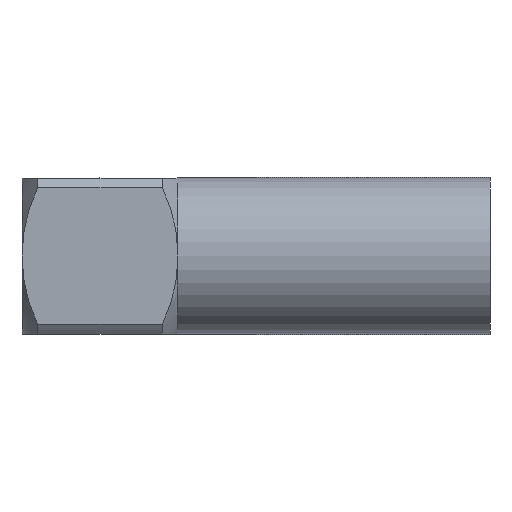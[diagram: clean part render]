
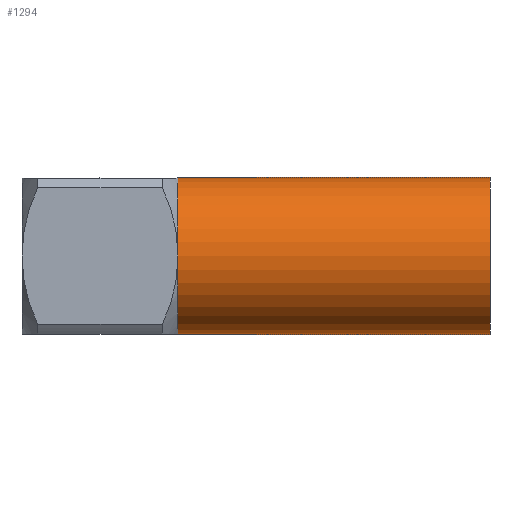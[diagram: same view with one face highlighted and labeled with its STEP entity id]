
A CAD part, front view. The second image highlights one B-rep face of the part: STEP entity #1294.
In plain terms, the highlighted cylindrical face has radius 3.2 mm (diameter 6.401 mm), a partial arc.
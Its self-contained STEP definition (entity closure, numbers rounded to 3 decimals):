
#375 = VECTOR ( 'NONE', #654, 1000. ) ;
#654 = DIRECTION ( 'NONE',  ( -1., 0., 0. ) ) ;
#662 = ORIENTED_EDGE ( 'NONE', *, *, #2155, .T. ) ;
#1119 = CYLINDRICAL_SURFACE ( 'NONE', #4879, 3.2 ) ;
#1132 = DIRECTION ( 'NONE',  ( 0., 0., -1. ) ) ;
#1208 = AXIS2_PLACEMENT_3D ( 'NONE', #6354, #3484, #5643 ) ;
#1294 = ADVANCED_FACE ( 'NONE', ( #2108 ), #1119, .T. ) ;
#1510 = AXIS2_PLACEMENT_3D ( 'NONE', #3840, #5369, #1132 ) ;
#1722 = CARTESIAN_POINT ( 'NONE',  ( 15.875, 0., 3.2 ) ) ;
#1894 = VERTEX_POINT ( 'NONE', #5946 ) ;
#2108 = FACE_OUTER_BOUND ( 'NONE', #5560, .T. ) ;
#2124 = EDGE_CURVE ( 'NONE', #1894, #2178, #5297, .T. ) ;
#2155 = EDGE_CURVE ( 'NONE', #4740, #2178, #5673, .T. ) ;
#2175 = DIRECTION ( 'NONE',  ( -1., 0., 0. ) ) ;
#2178 = VERTEX_POINT ( 'NONE', #6451 ) ;
#2513 = VECTOR ( 'NONE', #4086, 1000. ) ;
#2714 = ORIENTED_EDGE ( 'NONE', *, *, #6809, .F. ) ;
#2757 = EDGE_CURVE ( 'NONE', #2821, #4740, #3435, .T. ) ;
#2821 = VERTEX_POINT ( 'NONE', #1722 ) ;
#2945 = CARTESIAN_POINT ( 'NONE',  ( 3.175, 0., 3.2 ) ) ;
#3435 = LINE ( 'NONE', #5598, #375 ) ;
#3484 = DIRECTION ( 'NONE',  ( 1., 0., 0. ) ) ;
#3648 = DIRECTION ( 'NONE',  ( 0., 0., 1. ) ) ;
#3693 = ORIENTED_EDGE ( 'NONE', *, *, #2124, .F. ) ;
#3840 = CARTESIAN_POINT ( 'NONE',  ( 3.175, 0., 0. ) ) ;
#4052 = CARTESIAN_POINT ( 'NONE',  ( 15.875, 0., -3.2 ) ) ;
#4086 = DIRECTION ( 'NONE',  ( -1., 0., 0. ) ) ;
#4391 = ORIENTED_EDGE ( 'NONE', *, *, #2757, .T. ) ;
#4740 = VERTEX_POINT ( 'NONE', #2945 ) ;
#4879 = AXIS2_PLACEMENT_3D ( 'NONE', #6933, #2175, #3648 ) ;
#5297 = LINE ( 'NONE', #4052, #2513 ) ;
#5369 = DIRECTION ( 'NONE',  ( 1., 0., 0. ) ) ;
#5560 = EDGE_LOOP ( 'NONE', ( #3693, #2714, #4391, #662 ) ) ;
#5598 = CARTESIAN_POINT ( 'NONE',  ( 15.875, 0., 3.2 ) ) ;
#5643 = DIRECTION ( 'NONE',  ( 0., 0., -1. ) ) ;
#5673 = CIRCLE ( 'NONE', #1510, 3.2 ) ;
#5946 = CARTESIAN_POINT ( 'NONE',  ( 15.875, 0., -3.2 ) ) ;
#6283 = CIRCLE ( 'NONE', #1208, 3.2 ) ;
#6354 = CARTESIAN_POINT ( 'NONE',  ( 15.875, 0., 0. ) ) ;
#6451 = CARTESIAN_POINT ( 'NONE',  ( 3.175, 0., -3.2 ) ) ;
#6809 = EDGE_CURVE ( 'NONE', #2821, #1894, #6283, .T. ) ;
#6933 = CARTESIAN_POINT ( 'NONE',  ( 15.875, 0., 0. ) ) ;
